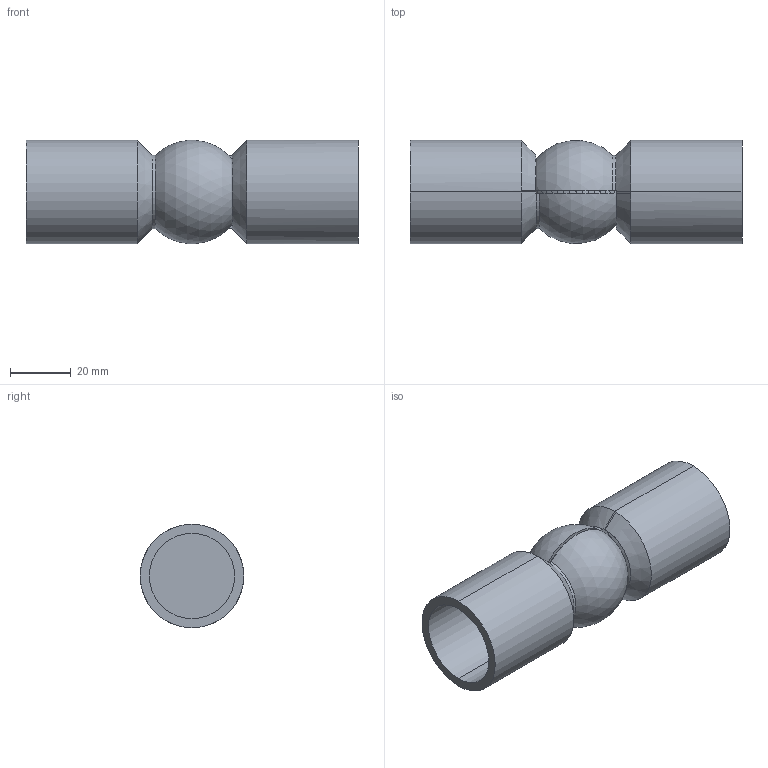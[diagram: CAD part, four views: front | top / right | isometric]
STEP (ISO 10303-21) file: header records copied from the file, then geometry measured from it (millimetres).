
FILE_DESCRIPTION(('STEP AP214'),'1');
FILE_NAME('cctmp_0F7B94E8-86D9-4AA2-A7D1-F9F14689C817_2020_1_17_7_25_38_937..stp','2020-01-17T06:25:39',('Bosch Rexroth AG'),('CADClick - www.CADClick.com'),'Spatial InterOp 3D',' ','unknown authorization - (Healing Option Enabled)');
FILE_SCHEMA(('AUTOMOTIVE_DESIGN'));
Length unit declared in the file: millimetre
Products named in the file (1): 2020_01_17__07-25-38-937
Bounding box: 109 x 34 x 34 mm (x, y, z)
Volume: 64927.6 mm3; surface area: 19827.4 mm2
Topology: 1 solids, 1 shells, 328 faces, 856 edges, 532 vertices
Faces by surface type: plane 198, cone 112, cylinder 14, sphere 4
Entity records: 12976 total; most frequent: DIRECTION 2126, CARTESIAN_POINT 1745, ORIENTED_EDGE 1712, AXIS2_PLACEMENT_3D 949, EDGE_CURVE 856, VERTEX_POINT 532, ELLIPSE 380, EDGE_LOOP 334
